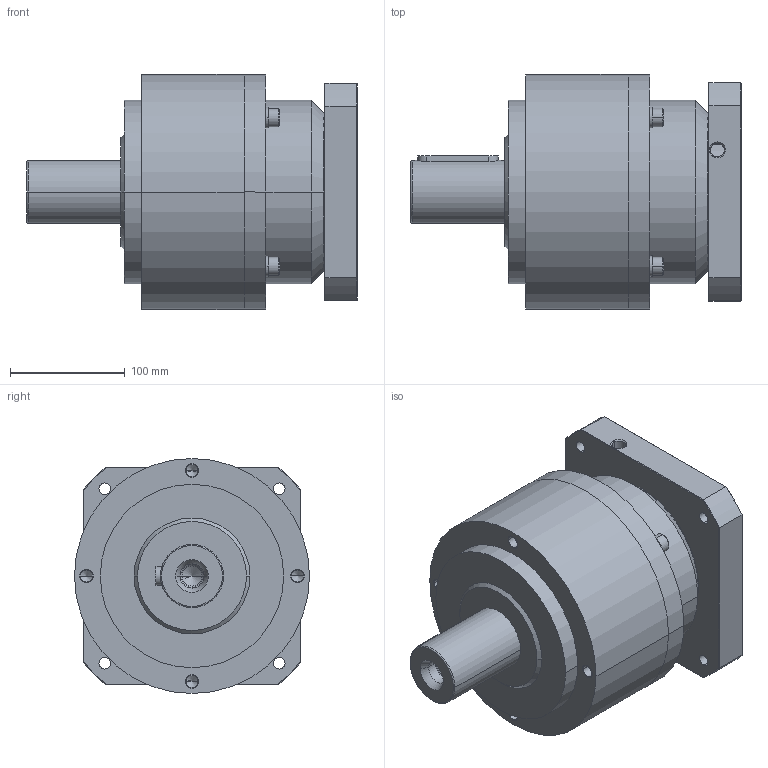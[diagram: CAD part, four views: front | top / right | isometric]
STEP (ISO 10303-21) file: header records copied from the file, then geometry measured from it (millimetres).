
FILE_DESCRIPTION((''),'2;1');
FILE_NAME('AE2051-P0403600601_ASM','2008-09-11T',('d00080'),(''),'PRO/ENGINEER BY PARAMETRIC TECHNOLOGY CORPORATION, 2006170','PRO/ENGINEER BY PARAMETRIC TECHNOLOGY CORPORATION, 2006170','');
FILE_SCHEMA(('CONFIG_CONTROL_DESIGN'));
Length unit declared in the file: millimetre
Products named in the file (7): AE205-1; P1302600001; 233100006; 220100906; COVER-SET-6_ASM; P0403600601; AE2051-P0403600601_ASM
Assembly tree (12 placements, depth 3):
  AE2051-P0403600601_ASM
    AE205-1
    COVER-SET-6_ASM
      P1302600001
      233100006  x4
      220100906  x4
    P0403600601
Bounding box: 288 x 205 x 205 mm (x, y, z)
Volume: 5612647.8 mm3; surface area: 418002.6 mm2
Topology: 11 solids, 21 shells, 380 faces, 848 edges, 519 vertices
Faces by surface type: cylinder 165, plane 125, cone 70, torus 20
Entity records: 8000 total; most frequent: DIRECTION 1504, CARTESIAN_POINT 1472, ORIENTED_EDGE 1168, AXIS2_PLACEMENT_3D 631, EDGE_CURVE 604, VERTEX_POINT 381, EDGE_LOOP 337, CIRCLE 333
